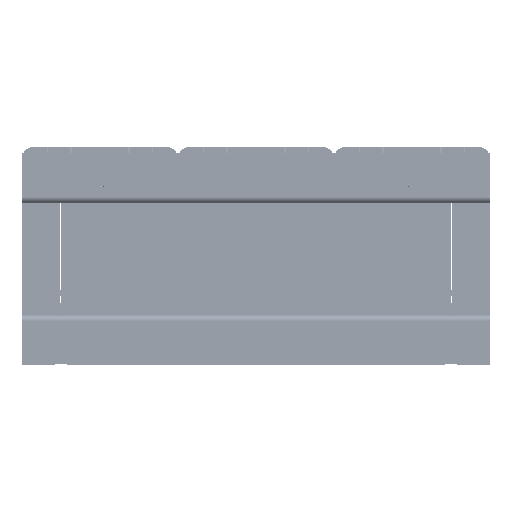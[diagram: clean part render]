
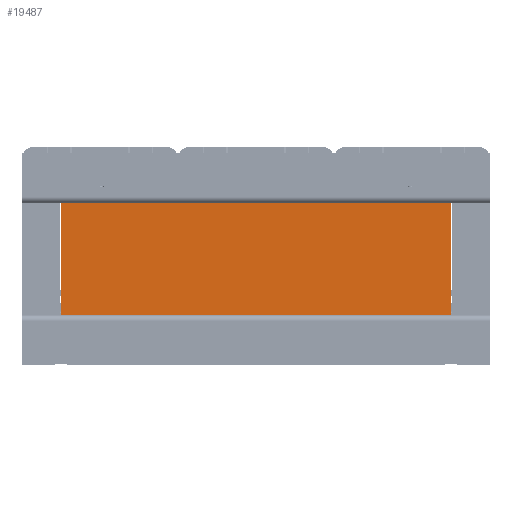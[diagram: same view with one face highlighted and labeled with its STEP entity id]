
A CAD part, front view. The second image highlights one B-rep face of the part: STEP entity #19487.
In plain terms, the highlighted planar face has unit normal (0, -1, 0).
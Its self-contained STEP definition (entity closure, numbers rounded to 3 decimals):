
#295=LINE('',#28219,#2553);
#300=LINE('',#28228,#2558);
#304=LINE('',#28236,#2562);
#305=LINE('',#28238,#2563);
#2553=VECTOR('',#22585,10.);
#2558=VECTOR('',#22592,10.);
#2562=VECTOR('',#22600,10.);
#2563=VECTOR('',#22603,10.);
#4798=PLANE('',#20847);
#5730=FACE_OUTER_BOUND('',#6812,.T.);
#6812=EDGE_LOOP('',(#13320,#13321,#13322,#13323));
#8565=VERTEX_POINT('',#28215);
#8567=VERTEX_POINT('',#28218);
#8569=VERTEX_POINT('',#28224);
#8572=VERTEX_POINT('',#28234);
#10436=EDGE_CURVE('',#8567,#8565,#295,.T.);
#10441=EDGE_CURVE('',#8569,#8567,#300,.T.);
#10445=EDGE_CURVE('',#8565,#8572,#304,.T.);
#10446=EDGE_CURVE('',#8572,#8569,#305,.T.);
#13320=ORIENTED_EDGE('',*,*,#10446,.T.);
#13321=ORIENTED_EDGE('',*,*,#10441,.T.);
#13322=ORIENTED_EDGE('',*,*,#10436,.T.);
#13323=ORIENTED_EDGE('',*,*,#10445,.T.);
#19487=ADVANCED_FACE('',(#5730),#4798,.T.);
#20847=AXIS2_PLACEMENT_3D('',#28237,#22601,#22602);
#22585=DIRECTION('',(1.,0.,0.));
#22592=DIRECTION('',(0.,0.,-1.));
#22600=DIRECTION('',(0.,0.,1.));
#22601=DIRECTION('center_axis',(0.,-1.,0.));
#22602=DIRECTION('ref_axis',(0.,0.,-1.));
#22603=DIRECTION('',(-1.,0.,0.));
#28215=CARTESIAN_POINT('',(175.,-175.,-50.));
#28218=CARTESIAN_POINT('',(-175.,-175.,-50.));
#28219=CARTESIAN_POINT('',(-175.,-175.,-50.));
#28224=CARTESIAN_POINT('',(-175.,-175.,50.));
#28228=CARTESIAN_POINT('',(-175.,-175.,0.));
#28234=CARTESIAN_POINT('',(175.,-175.,50.));
#28236=CARTESIAN_POINT('',(175.,-175.,0.));
#28237=CARTESIAN_POINT('Origin',(175.,-175.,0.));
#28238=CARTESIAN_POINT('',(-175.,-175.,50.));
